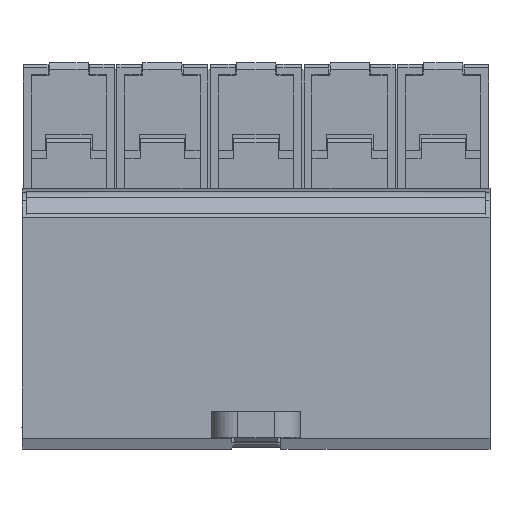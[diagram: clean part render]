
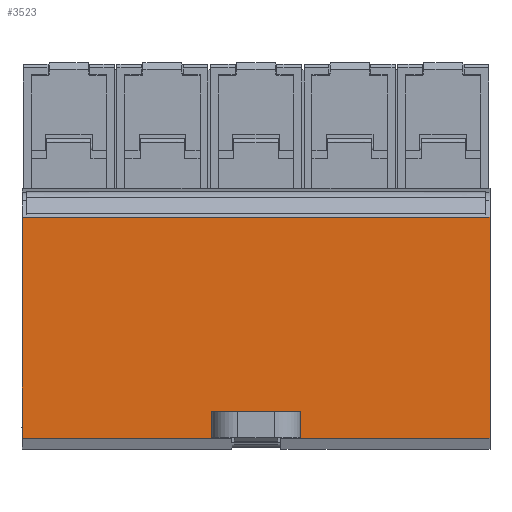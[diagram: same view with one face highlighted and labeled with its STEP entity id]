
A CAD part, front view. The second image highlights one B-rep face of the part: STEP entity #3523.
In plain terms, the highlighted planar face has unit normal (0, -1, 0).
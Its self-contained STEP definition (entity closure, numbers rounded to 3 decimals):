
#3426=AXIS2_PLACEMENT_3D('Plane Axis2P3D',#3423,#3424,#3425) ;
#1519=CARTESIAN_POINT('Vertex',(90.,7.3,44.585)) ;
#1522=CARTESIAN_POINT('Line Origine',(90.,7.3,23.348)) ;
#1526=CARTESIAN_POINT('Vertex',(90.,7.3,2.111)) ;
#1667=CARTESIAN_POINT('Vertex',(0.,7.3,2.111)) ;
#1670=CARTESIAN_POINT('Line Origine',(0.,7.3,23.348)) ;
#1674=CARTESIAN_POINT('Vertex',(0.,7.3,44.585)) ;
#3246=CARTESIAN_POINT('Vertex',(51.927,7.3,7.202)) ;
#3249=CARTESIAN_POINT('Line Origine',(50.563,7.3,7.202)) ;
#3253=CARTESIAN_POINT('Vertex',(49.2,7.3,7.202)) ;
#3274=CARTESIAN_POINT('Vertex',(40.8,7.3,7.202)) ;
#3277=CARTESIAN_POINT('Line Origine',(39.462,7.3,7.202)) ;
#3281=CARTESIAN_POINT('Vertex',(38.124,7.3,7.202)) ;
#3400=CARTESIAN_POINT('Line Origine',(69.879,7.3,2.111)) ;
#3404=CARTESIAN_POINT('Vertex',(49.757,7.3,2.111)) ;
#3423=CARTESIAN_POINT('Axis2P3D Location',(0.,7.3,2.111)) ;
#3428=CARTESIAN_POINT('Line Origine',(40.293,7.3,3.199)) ;
#3432=CARTESIAN_POINT('Vertex',(40.293,7.3,2.111)) ;
#3434=CARTESIAN_POINT('Vertex',(40.293,7.3,4.287)) ;
#3437=CARTESIAN_POINT('Line Origine',(39.219,7.3,4.287)) ;
#3441=CARTESIAN_POINT('Vertex',(38.144,7.3,4.287)) ;
#3444=CARTESIAN_POINT('Line Origine',(38.134,7.3,4.287)) ;
#3448=CARTESIAN_POINT('Vertex',(38.124,7.3,4.287)) ;
#3451=CARTESIAN_POINT('Line Origine',(38.124,7.3,5.744)) ;
#3456=CARTESIAN_POINT('Line Origine',(45.,7.3,7.202)) ;
#3461=CARTESIAN_POINT('Line Origine',(51.927,7.3,7.102)) ;
#3465=CARTESIAN_POINT('Vertex',(51.927,7.3,7.002)) ;
#3468=CARTESIAN_POINT('Line Origine',(51.937,7.3,7.002)) ;
#3472=CARTESIAN_POINT('Vertex',(51.947,7.3,7.002)) ;
#3475=CARTESIAN_POINT('Line Origine',(51.947,7.3,5.644)) ;
#3479=CARTESIAN_POINT('Vertex',(51.947,7.3,4.287)) ;
#3482=CARTESIAN_POINT('Line Origine',(50.852,7.3,4.287)) ;
#3486=CARTESIAN_POINT('Vertex',(49.757,7.3,4.287)) ;
#3489=CARTESIAN_POINT('Line Origine',(49.757,7.3,3.199)) ;
#3494=CARTESIAN_POINT('Line Origine',(45.,7.3,44.585)) ;
#3499=CARTESIAN_POINT('Line Origine',(20.147,7.3,2.111)) ;
#1523=DIRECTION('Vector Direction',(0.,0.,1.)) ;
#1671=DIRECTION('Vector Direction',(0.,0.,1.)) ;
#3250=DIRECTION('Vector Direction',(-1.,0.,0.)) ;
#3278=DIRECTION('Vector Direction',(-1.,0.,0.)) ;
#3401=DIRECTION('Vector Direction',(1.,0.,0.)) ;
#3424=DIRECTION('Axis2P3D Direction',(0.,1.,0.)) ;
#3425=DIRECTION('Axis2P3D XDirection',(0.,0.,1.)) ;
#3429=DIRECTION('Vector Direction',(0.,0.,1.)) ;
#3438=DIRECTION('Vector Direction',(1.,0.,0.)) ;
#3445=DIRECTION('Vector Direction',(1.,0.,0.)) ;
#3452=DIRECTION('Vector Direction',(0.,0.,-1.)) ;
#3457=DIRECTION('Vector Direction',(-1.,0.,0.)) ;
#3462=DIRECTION('Vector Direction',(0.,0.,-1.)) ;
#3469=DIRECTION('Vector Direction',(-1.,0.,0.)) ;
#3476=DIRECTION('Vector Direction',(0.,0.,1.)) ;
#3483=DIRECTION('Vector Direction',(1.,0.,0.)) ;
#3490=DIRECTION('Vector Direction',(0.,0.,1.)) ;
#3495=DIRECTION('Vector Direction',(1.,0.,0.)) ;
#3500=DIRECTION('Vector Direction',(1.,0.,0.)) ;
#1524=VECTOR('Line Direction',#1523,1.) ;
#1672=VECTOR('Line Direction',#1671,1.) ;
#3251=VECTOR('Line Direction',#3250,1.) ;
#3279=VECTOR('Line Direction',#3278,1.) ;
#3402=VECTOR('Line Direction',#3401,1.) ;
#3430=VECTOR('Line Direction',#3429,1.) ;
#3439=VECTOR('Line Direction',#3438,1.) ;
#3446=VECTOR('Line Direction',#3445,1.) ;
#3453=VECTOR('Line Direction',#3452,1.) ;
#3458=VECTOR('Line Direction',#3457,1.) ;
#3463=VECTOR('Line Direction',#3462,1.) ;
#3470=VECTOR('Line Direction',#3469,1.) ;
#3477=VECTOR('Line Direction',#3476,1.) ;
#3484=VECTOR('Line Direction',#3483,1.) ;
#3491=VECTOR('Line Direction',#3490,1.) ;
#3496=VECTOR('Line Direction',#3495,1.) ;
#3501=VECTOR('Line Direction',#3500,1.) ;
#3505=ORIENTED_EDGE('',*,*,#3436,.T.) ;
#3506=ORIENTED_EDGE('',*,*,#3443,.F.) ;
#3507=ORIENTED_EDGE('',*,*,#3450,.F.) ;
#3508=ORIENTED_EDGE('',*,*,#3455,.F.) ;
#3509=ORIENTED_EDGE('',*,*,#3283,.F.) ;
#3510=ORIENTED_EDGE('',*,*,#3460,.F.) ;
#3511=ORIENTED_EDGE('',*,*,#3255,.F.) ;
#3512=ORIENTED_EDGE('',*,*,#3467,.T.) ;
#3513=ORIENTED_EDGE('',*,*,#3474,.F.) ;
#3514=ORIENTED_EDGE('',*,*,#3481,.F.) ;
#3515=ORIENTED_EDGE('',*,*,#3488,.F.) ;
#3516=ORIENTED_EDGE('',*,*,#3493,.F.) ;
#3517=ORIENTED_EDGE('',*,*,#3406,.T.) ;
#3518=ORIENTED_EDGE('',*,*,#1528,.T.) ;
#3519=ORIENTED_EDGE('',*,*,#3498,.F.) ;
#3520=ORIENTED_EDGE('',*,*,#1676,.F.) ;
#3521=ORIENTED_EDGE('',*,*,#3503,.T.) ;
#3523=ADVANCED_FACE('UEBERSPANNUNGSSCHUTZ',(#3522),#3427,.F.) ;
#1528=EDGE_CURVE('',#1527,#1520,#1525,.T.) ;
#1676=EDGE_CURVE('',#1668,#1675,#1673,.T.) ;
#3255=EDGE_CURVE('',#3247,#3254,#3252,.T.) ;
#3283=EDGE_CURVE('',#3275,#3282,#3280,.T.) ;
#3406=EDGE_CURVE('',#3405,#1527,#3403,.T.) ;
#3436=EDGE_CURVE('',#3433,#3435,#3431,.T.) ;
#3443=EDGE_CURVE('',#3442,#3435,#3440,.T.) ;
#3450=EDGE_CURVE('',#3449,#3442,#3447,.T.) ;
#3455=EDGE_CURVE('',#3282,#3449,#3454,.T.) ;
#3460=EDGE_CURVE('',#3254,#3275,#3459,.T.) ;
#3467=EDGE_CURVE('',#3247,#3466,#3464,.T.) ;
#3474=EDGE_CURVE('',#3473,#3466,#3471,.T.) ;
#3481=EDGE_CURVE('',#3480,#3473,#3478,.T.) ;
#3488=EDGE_CURVE('',#3487,#3480,#3485,.T.) ;
#3493=EDGE_CURVE('',#3405,#3487,#3492,.T.) ;
#3498=EDGE_CURVE('',#1675,#1520,#3497,.T.) ;
#3503=EDGE_CURVE('',#1668,#3433,#3502,.T.) ;
#3504=EDGE_LOOP('',(#3505,#3506,#3507,#3508,#3509,#3510,#3511,#3512,#3513,#3514,#3515,#3516,#3517,#3518,#3519,#3520,#3521)) ;
#3522=FACE_OUTER_BOUND('',#3504,.T.) ;
#1525=LINE('Line',#1522,#1524) ;
#1673=LINE('Line',#1670,#1672) ;
#3252=LINE('Line',#3249,#3251) ;
#3280=LINE('Line',#3277,#3279) ;
#3403=LINE('Line',#3400,#3402) ;
#3431=LINE('Line',#3428,#3430) ;
#3440=LINE('Line',#3437,#3439) ;
#3447=LINE('Line',#3444,#3446) ;
#3454=LINE('Line',#3451,#3453) ;
#3459=LINE('Line',#3456,#3458) ;
#3464=LINE('Line',#3461,#3463) ;
#3471=LINE('Line',#3468,#3470) ;
#3478=LINE('Line',#3475,#3477) ;
#3485=LINE('Line',#3482,#3484) ;
#3492=LINE('Line',#3489,#3491) ;
#3497=LINE('Line',#3494,#3496) ;
#3502=LINE('Line',#3499,#3501) ;
#3427=PLANE('',#3426) ;
#1520=VERTEX_POINT('',#1519) ;
#1527=VERTEX_POINT('',#1526) ;
#1668=VERTEX_POINT('',#1667) ;
#1675=VERTEX_POINT('',#1674) ;
#3247=VERTEX_POINT('',#3246) ;
#3254=VERTEX_POINT('',#3253) ;
#3275=VERTEX_POINT('',#3274) ;
#3282=VERTEX_POINT('',#3281) ;
#3405=VERTEX_POINT('',#3404) ;
#3433=VERTEX_POINT('',#3432) ;
#3435=VERTEX_POINT('',#3434) ;
#3442=VERTEX_POINT('',#3441) ;
#3449=VERTEX_POINT('',#3448) ;
#3466=VERTEX_POINT('',#3465) ;
#3473=VERTEX_POINT('',#3472) ;
#3480=VERTEX_POINT('',#3479) ;
#3487=VERTEX_POINT('',#3486) ;
